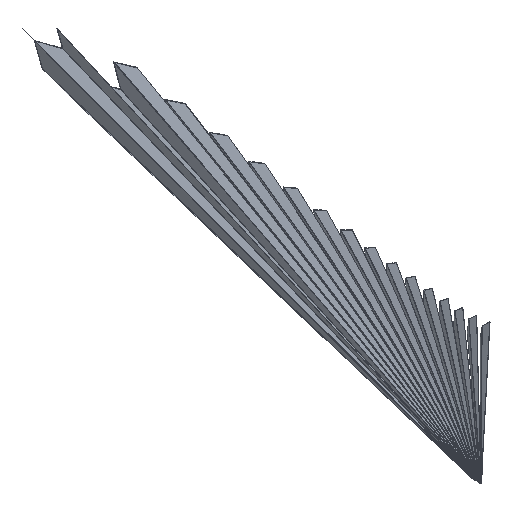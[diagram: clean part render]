
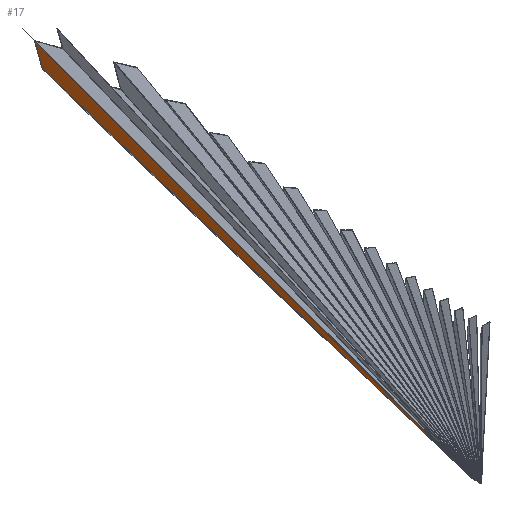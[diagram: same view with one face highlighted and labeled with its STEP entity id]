
A CAD part, left-side view. The second image highlights one B-rep face of the part: STEP entity #17.
In plain terms, the highlighted planar face has unit normal (-0.266, 0.928, -0.26).
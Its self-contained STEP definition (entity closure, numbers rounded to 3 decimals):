
#17 = ADVANCED_FACE('',(#18),#32,.F.);
#18 = FACE_BOUND('',#19,.F.);
#19 = EDGE_LOOP('',(#20,#54,#82,#108));
#20 = ORIENTED_EDGE('',*,*,#21,.T.);
#21 = EDGE_CURVE('',#22,#24,#26,.T.);
#22 = VERTEX_POINT('',#23);
#23 = CARTESIAN_POINT('',(20.,7.974,7.433));
#24 = VERTEX_POINT('',#25);
#25 = CARTESIAN_POINT('',(750.,293.37,279.599));
#26 = SURFACE_CURVE('',#27,(#31,#43),.PCURVE_S1.);
#27 = LINE('',#28,#29);
#28 = CARTESIAN_POINT('',(20.,7.974,7.433));
#29 = VECTOR('',#30,1.);
#30 = DIRECTION('',(0.88,0.344,0.328));
#31 = PCURVE('',#32,#37);
#32 = PLANE('',#33);
#33 = AXIS2_PLACEMENT_3D('',#34,#35,#36);
#34 = CARTESIAN_POINT('',(389.124,153.659,
    149.971));
#35 = DIRECTION('',(0.266,-0.928,0.26));
#36 = DIRECTION('',(-0.961,-0.276,0.)
  );
#37 = DEFINITIONAL_REPRESENTATION('',(#38),#42);
#38 = LINE('',#39,#40);
#39 = CARTESIAN_POINT('',(394.98,147.598));
#40 = VECTOR('',#41,1.);
#41 = DIRECTION('',(-0.941,-0.34));
#42 = ( GEOMETRIC_REPRESENTATION_CONTEXT(2) 
PARAMETRIC_REPRESENTATION_CONTEXT() REPRESENTATION_CONTEXT('2D SPACE',''
  ) );
#43 = PCURVE('',#44,#49);
#44 = PLANE('',#45);
#45 = AXIS2_PLACEMENT_3D('',#46,#47,#48);
#46 = CARTESIAN_POINT('',(385.,150.517,143.54));
#47 = DIRECTION('',(-0.394,0.141,0.908));
#48 = DIRECTION('',(0.917,0.,0.398));
#49 = DEFINITIONAL_REPRESENTATION('',(#50),#53);
#50 = B_SPLINE_CURVE_WITH_KNOTS('',1,(#51,#52),.UNSPECIFIED.,.F.,.F.,(2,
    2),(0.,829.714),.PIECEWISE_BEZIER_KNOTS.);
#51 = CARTESIAN_POINT('',(-389.021,-143.983));
#52 = CARTESIAN_POINT('',(389.002,144.296));
#53 = ( GEOMETRIC_REPRESENTATION_CONTEXT(2) 
PARAMETRIC_REPRESENTATION_CONTEXT() REPRESENTATION_CONTEXT('2D SPACE',''
  ) );
#54 = ORIENTED_EDGE('',*,*,#55,.T.);
#55 = EDGE_CURVE('',#24,#56,#58,.T.);
#56 = VERTEX_POINT('',#57);
#57 = CARTESIAN_POINT('',(750.,298.632,298.42));
#58 = SURFACE_CURVE('',#59,(#63,#70),.PCURVE_S1.);
#59 = LINE('',#60,#61);
#60 = CARTESIAN_POINT('',(750.,293.37,279.599));
#61 = VECTOR('',#62,1.);
#62 = DIRECTION('',(0.,0.269,0.963));
#63 = PCURVE('',#32,#64);
#64 = DEFINITIONAL_REPRESENTATION('',(#65),#69);
#65 = LINE('',#66,#67);
#66 = CARTESIAN_POINT('',(-385.404,-134.228));
#67 = VECTOR('',#68,1.);
#68 = DIRECTION('',(-0.074,-0.997));
#69 = ( GEOMETRIC_REPRESENTATION_CONTEXT(2) 
PARAMETRIC_REPRESENTATION_CONTEXT() REPRESENTATION_CONTEXT('2D SPACE',''
  ) );
#70 = PCURVE('',#71,#76);
#71 = PLANE('',#72);
#72 = AXIS2_PLACEMENT_3D('',#73,#74,#75);
#73 = CARTESIAN_POINT('',(750.,150.,150.));
#74 = DIRECTION('',(-1.,0.,0.));
#75 = DIRECTION('',(0.,0.,-1.));
#76 = DEFINITIONAL_REPRESENTATION('',(#77),#81);
#77 = LINE('',#78,#79);
#78 = CARTESIAN_POINT('',(-129.599,-143.37));
#79 = VECTOR('',#80,1.);
#80 = DIRECTION('',(-0.963,-0.269));
#81 = ( GEOMETRIC_REPRESENTATION_CONTEXT(2) 
PARAMETRIC_REPRESENTATION_CONTEXT() REPRESENTATION_CONTEXT('2D SPACE',''
  ) );
#82 = ORIENTED_EDGE('',*,*,#83,.F.);
#83 = EDGE_CURVE('',#84,#56,#86,.T.);
#84 = VERTEX_POINT('',#85);
#85 = CARTESIAN_POINT('',(20.,8.102,7.89));
#86 = SURFACE_CURVE('',#87,(#91,#97),.PCURVE_S1.);
#87 = LINE('',#88,#89);
#88 = CARTESIAN_POINT('',(392.052,156.173,
    155.961));
#89 = VECTOR('',#90,1.);
#90 = DIRECTION('',(0.871,0.347,0.347));
#91 = PCURVE('',#32,#92);
#92 = DEFINITIONAL_REPRESENTATION('',(#93),#96);
#93 = B_SPLINE_CURVE_WITH_KNOTS('',1,(#94,#95),.UNSPECIFIED.,.F.,.F.,(2,
    2),(-510.703,494.519),.PIECEWISE_BEZIER_KNOTS.);
#94 = CARTESIAN_POINT('',(473.125,177.208));
#95 = CARTESIAN_POINT('',(-465.034,-183.801));
#96 = ( GEOMETRIC_REPRESENTATION_CONTEXT(2) 
PARAMETRIC_REPRESENTATION_CONTEXT() REPRESENTATION_CONTEXT('2D SPACE',''
  ) );
#97 = PCURVE('',#98,#103);
#98 = PLANE('',#99);
#99 = AXIS2_PLACEMENT_3D('',#100,#101,#102);
#100 = CARTESIAN_POINT('',(392.651,163.352,
    163.14));
#101 = DIRECTION('',(0.,-0.707,0.707)
  );
#102 = DIRECTION('',(0.,-0.707,-0.707));
#103 = DEFINITIONAL_REPRESENTATION('',(#104),#107);
#104 = B_SPLINE_CURVE_WITH_KNOTS('',1,(#105,#106),.UNSPECIFIED.,.F.,.F.,
  (2,2),(-510.703,494.519),.PIECEWISE_BEZIER_KNOTS.);
#105 = CARTESIAN_POINT('',(260.644,-445.651));
#106 = CARTESIAN_POINT('',(-232.402,430.349));
#107 = ( GEOMETRIC_REPRESENTATION_CONTEXT(2) 
PARAMETRIC_REPRESENTATION_CONTEXT() REPRESENTATION_CONTEXT('2D SPACE',''
  ) );
#108 = ORIENTED_EDGE('',*,*,#109,.F.);
#109 = EDGE_CURVE('',#22,#84,#110,.T.);
#110 = SURFACE_CURVE('',#111,(#115,#121),.PCURVE_S1.);
#111 = LINE('',#112,#113);
#112 = CARTESIAN_POINT('',(20.,7.974,7.433));
#113 = VECTOR('',#114,1.);
#114 = DIRECTION('',(0.,0.269,0.963));
#115 = PCURVE('',#32,#116);
#116 = DEFINITIONAL_REPRESENTATION('',(#117),#120);
#117 = B_SPLINE_CURVE_WITH_KNOTS('',1,(#118,#119),.UNSPECIFIED.,.F.,.F.,
  (2,2),(0.,0.523),.PIECEWISE_BEZIER_KNOTS.);
#118 = CARTESIAN_POINT('',(394.98,147.598));
#119 = CARTESIAN_POINT('',(394.941,147.076));
#120 = ( GEOMETRIC_REPRESENTATION_CONTEXT(2) 
PARAMETRIC_REPRESENTATION_CONTEXT() REPRESENTATION_CONTEXT('2D SPACE',''
  ) );
#121 = PCURVE('',#122,#127);
#122 = PLANE('',#123);
#123 = AXIS2_PLACEMENT_3D('',#124,#125,#126);
#124 = CARTESIAN_POINT('',(20.,4.,4.));
#125 = DIRECTION('',(1.,0.,0.));
#126 = DIRECTION('',(0.,0.,1.));
#127 = DEFINITIONAL_REPRESENTATION('',(#128),#132);
#128 = LINE('',#129,#130);
#129 = CARTESIAN_POINT('',(3.433,-3.974));
#130 = VECTOR('',#131,1.);
#131 = DIRECTION('',(0.963,-0.269));
#132 = ( GEOMETRIC_REPRESENTATION_CONTEXT(2) 
PARAMETRIC_REPRESENTATION_CONTEXT() REPRESENTATION_CONTEXT('2D SPACE',''
  ) );
